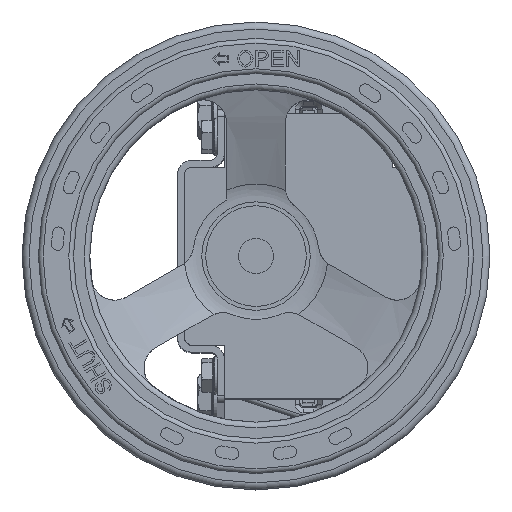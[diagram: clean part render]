
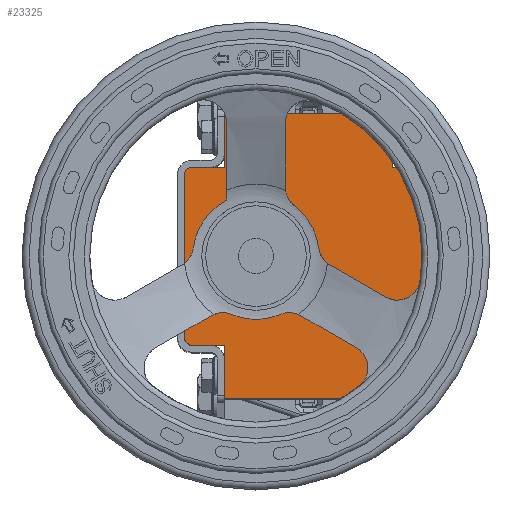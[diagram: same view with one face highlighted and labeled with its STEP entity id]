
A CAD part, top view. The second image highlights one B-rep face of the part: STEP entity #23325.
In plain terms, the highlighted planar face has unit normal (0, 0, 1).
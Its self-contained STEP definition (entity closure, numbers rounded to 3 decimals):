
#667=FACE_BOUND('',#7961,.T.);
#2440=LINE('',#41261,#4326);
#2443=LINE('',#41266,#4329);
#2445=LINE('',#41270,#4331);
#2447=LINE('',#41274,#4333);
#2449=LINE('',#41278,#4335);
#2451=LINE('',#41282,#4337);
#2453=LINE('',#41286,#4339);
#2455=LINE('',#41290,#4341);
#2457=LINE('',#41294,#4343);
#2459=LINE('',#41298,#4345);
#2461=LINE('',#41302,#4347);
#2463=LINE('',#41306,#4349);
#2465=LINE('',#41310,#4351);
#2467=LINE('',#41314,#4353);
#2469=LINE('',#41318,#4355);
#2471=LINE('',#41321,#4357);
#4326=VECTOR('',#30139,10.);
#4329=VECTOR('',#30144,10.);
#4331=VECTOR('',#30148,10.);
#4333=VECTOR('',#30152,10.);
#4335=VECTOR('',#30156,10.);
#4337=VECTOR('',#30160,10.);
#4339=VECTOR('',#30164,10.);
#4341=VECTOR('',#30168,10.);
#4343=VECTOR('',#30172,10.);
#4345=VECTOR('',#30176,10.);
#4347=VECTOR('',#30180,10.);
#4349=VECTOR('',#30184,10.);
#4351=VECTOR('',#30188,10.);
#4353=VECTOR('',#30192,10.);
#4355=VECTOR('',#30196,10.);
#4357=VECTOR('',#30200,10.);
#5365=PLANE('',#25388);
#6500=FACE_OUTER_BOUND('',#7960,.T.);
#7960=EDGE_LOOP('',(#20089,#20090,#20091,#20092,#20093,#20094,#20095,#20096,
#20097,#20098,#20099,#20100,#20101,#20102,#20103,#20104));
#7961=EDGE_LOOP('',(#20105));
#9082=CIRCLE('',#25364,8.);
#11342=VERTEX_POINT('',#41210);
#11363=VERTEX_POINT('',#41259);
#11364=VERTEX_POINT('',#41260);
#11365=VERTEX_POINT('',#41265);
#11366=VERTEX_POINT('',#41269);
#11367=VERTEX_POINT('',#41273);
#11368=VERTEX_POINT('',#41277);
#11369=VERTEX_POINT('',#41281);
#11370=VERTEX_POINT('',#41285);
#11371=VERTEX_POINT('',#41289);
#11372=VERTEX_POINT('',#41293);
#11373=VERTEX_POINT('',#41297);
#11374=VERTEX_POINT('',#41301);
#11375=VERTEX_POINT('',#41305);
#11376=VERTEX_POINT('',#41309);
#11377=VERTEX_POINT('',#41313);
#11378=VERTEX_POINT('',#41317);
#14349=EDGE_CURVE('',#11342,#11342,#9082,.T.);
#14373=EDGE_CURVE('',#11363,#11364,#2440,.T.);
#14376=EDGE_CURVE('',#11364,#11365,#2443,.T.);
#14378=EDGE_CURVE('',#11365,#11366,#2445,.T.);
#14380=EDGE_CURVE('',#11366,#11367,#2447,.T.);
#14382=EDGE_CURVE('',#11367,#11368,#2449,.T.);
#14384=EDGE_CURVE('',#11368,#11369,#2451,.T.);
#14386=EDGE_CURVE('',#11369,#11370,#2453,.T.);
#14388=EDGE_CURVE('',#11370,#11371,#2455,.T.);
#14390=EDGE_CURVE('',#11371,#11372,#2457,.T.);
#14392=EDGE_CURVE('',#11372,#11373,#2459,.T.);
#14394=EDGE_CURVE('',#11373,#11374,#2461,.T.);
#14396=EDGE_CURVE('',#11374,#11375,#2463,.T.);
#14398=EDGE_CURVE('',#11375,#11376,#2465,.T.);
#14400=EDGE_CURVE('',#11376,#11377,#2467,.T.);
#14402=EDGE_CURVE('',#11377,#11378,#2469,.T.);
#14404=EDGE_CURVE('',#11378,#11363,#2471,.T.);
#20089=ORIENTED_EDGE('',*,*,#14373,.F.);
#20090=ORIENTED_EDGE('',*,*,#14404,.F.);
#20091=ORIENTED_EDGE('',*,*,#14402,.F.);
#20092=ORIENTED_EDGE('',*,*,#14400,.F.);
#20093=ORIENTED_EDGE('',*,*,#14398,.F.);
#20094=ORIENTED_EDGE('',*,*,#14396,.F.);
#20095=ORIENTED_EDGE('',*,*,#14394,.F.);
#20096=ORIENTED_EDGE('',*,*,#14392,.F.);
#20097=ORIENTED_EDGE('',*,*,#14390,.F.);
#20098=ORIENTED_EDGE('',*,*,#14388,.F.);
#20099=ORIENTED_EDGE('',*,*,#14386,.F.);
#20100=ORIENTED_EDGE('',*,*,#14384,.F.);
#20101=ORIENTED_EDGE('',*,*,#14382,.F.);
#20102=ORIENTED_EDGE('',*,*,#14380,.F.);
#20103=ORIENTED_EDGE('',*,*,#14378,.F.);
#20104=ORIENTED_EDGE('',*,*,#14376,.F.);
#20105=ORIENTED_EDGE('',*,*,#14349,.T.);
#23325=ADVANCED_FACE('',(#6500,#667),#5365,.T.);
#25364=AXIS2_PLACEMENT_3D('',#41211,#30102,#30103);
#25388=AXIS2_PLACEMENT_3D('',#41322,#30201,#30202);
#30102=DIRECTION('center_axis',(0.,0.,-1.));
#30103=DIRECTION('ref_axis',(-1.,0.,0.));
#30139=DIRECTION('',(-0.707,-0.707,0.));
#30144=DIRECTION('',(-1.,0.,0.));
#30148=DIRECTION('',(-0.707,0.707,0.));
#30152=DIRECTION('',(0.,1.,0.));
#30156=DIRECTION('',(-1.,0.,0.));
#30160=DIRECTION('',(0.,1.,0.));
#30164=DIRECTION('',(1.,0.,0.));
#30168=DIRECTION('',(0.,1.,0.));
#30172=DIRECTION('',(0.707,0.707,0.));
#30176=DIRECTION('',(1.,0.,0.));
#30180=DIRECTION('',(0.707,-0.707,0.));
#30184=DIRECTION('',(0.,-1.,0.));
#30188=DIRECTION('',(1.,0.,0.));
#30192=DIRECTION('',(0.,-1.,0.));
#30196=DIRECTION('',(-1.,0.,0.));
#30200=DIRECTION('',(0.,-1.,0.));
#30201=DIRECTION('center_axis',(0.,0.,1.));
#30202=DIRECTION('ref_axis',(1.,0.,0.));
#41210=CARTESIAN_POINT('',(8.,22.5,10.));
#41211=CARTESIAN_POINT('Origin',(0.,22.5,10.));
#41259=CARTESIAN_POINT('',(38.,-51.,10.));
#41260=CARTESIAN_POINT('',(36.,-53.,10.));
#41261=CARTESIAN_POINT('',(38.,-51.,10.));
#41265=CARTESIAN_POINT('',(-36.,-53.,10.));
#41266=CARTESIAN_POINT('',(36.,-53.,10.));
#41269=CARTESIAN_POINT('',(-38.,-51.,10.));
#41270=CARTESIAN_POINT('',(-36.,-53.,10.));
#41273=CARTESIAN_POINT('',(-38.,-36.,10.));
#41274=CARTESIAN_POINT('',(-38.,-51.,10.));
#41277=CARTESIAN_POINT('',(-61.,-36.,10.));
#41278=CARTESIAN_POINT('',(-38.,-36.,10.));
#41281=CARTESIAN_POINT('',(-61.,36.,10.));
#41282=CARTESIAN_POINT('',(-61.,-36.,10.));
#41285=CARTESIAN_POINT('',(-38.,36.,10.));
#41286=CARTESIAN_POINT('',(-61.,36.,10.));
#41289=CARTESIAN_POINT('',(-38.,51.,10.));
#41290=CARTESIAN_POINT('',(-38.,36.,10.));
#41293=CARTESIAN_POINT('',(-36.,53.,10.));
#41294=CARTESIAN_POINT('',(-38.,51.,10.));
#41297=CARTESIAN_POINT('',(36.,53.,10.));
#41298=CARTESIAN_POINT('',(-36.,53.,10.));
#41301=CARTESIAN_POINT('',(38.,51.,10.));
#41302=CARTESIAN_POINT('',(36.,53.,10.));
#41305=CARTESIAN_POINT('',(38.,36.,10.));
#41306=CARTESIAN_POINT('',(38.,51.,10.));
#41309=CARTESIAN_POINT('',(61.,36.,10.));
#41310=CARTESIAN_POINT('',(38.,36.,10.));
#41313=CARTESIAN_POINT('',(61.,-36.,10.));
#41314=CARTESIAN_POINT('',(61.,36.,10.));
#41317=CARTESIAN_POINT('',(38.,-36.,10.));
#41318=CARTESIAN_POINT('',(61.,-36.,10.));
#41321=CARTESIAN_POINT('',(38.,-36.,10.));
#41322=CARTESIAN_POINT('Origin',(0.,0.,
10.));
